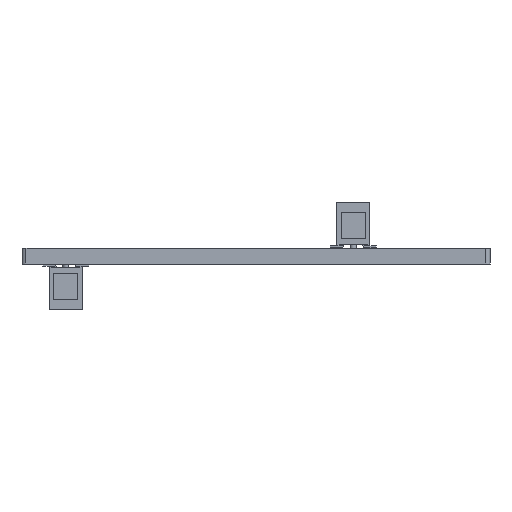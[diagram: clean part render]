
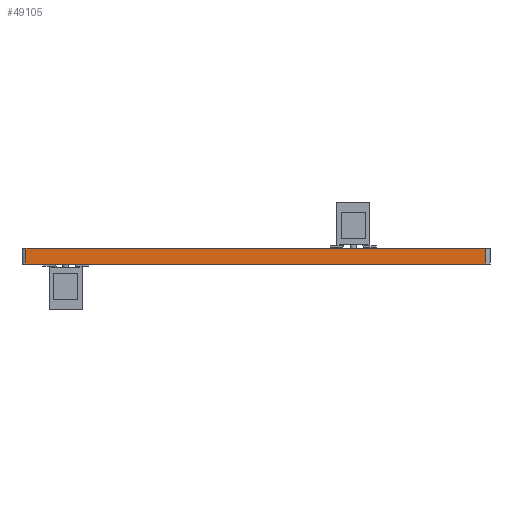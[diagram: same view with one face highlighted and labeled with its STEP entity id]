
A CAD part, front view. The second image highlights one B-rep face of the part: STEP entity #49105.
In plain terms, the highlighted planar face has unit normal (0, -1, 0).
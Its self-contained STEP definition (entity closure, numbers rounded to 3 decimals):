
#47071 = PLANE('',#47072);
#47072 = AXIS2_PLACEMENT_3D('',#47073,#47074,#47075);
#47073 = CARTESIAN_POINT('',(150.225,-96.654,1.6));
#47074 = DIRECTION('',(-0.,-0.,-1.));
#47075 = DIRECTION('',(-1.,0.,0.));
#47125 = PLANE('',#47126);
#47126 = AXIS2_PLACEMENT_3D('',#47127,#47128,#47129);
#47127 = CARTESIAN_POINT('',(150.225,-96.654,0.));
#47128 = DIRECTION('',(-0.,-0.,-1.));
#47129 = DIRECTION('',(-1.,0.,0.));
#47826 = VERTEX_POINT('',#47827);
#47827 = CARTESIAN_POINT('',(173.4,-119.9,0.));
#47846 = CYLINDRICAL_SURFACE('',#47847,0.4);
#47847 = AXIS2_PLACEMENT_3D('',#47848,#47849,#47850);
#47848 = CARTESIAN_POINT('',(173.4,-119.5,0.));
#47849 = DIRECTION('',(-0.,-0.,-1.));
#47850 = DIRECTION('',(1.,0.,-0.));
#47858 = EDGE_CURVE('',#47826,#47859,#47861,.T.);
#47859 = VERTEX_POINT('',#47860);
#47860 = CARTESIAN_POINT('',(127.4,-119.9,0.));
#47861 = SURFACE_CURVE('',#47862,(#47866,#47873),.PCURVE_S1.);
#47862 = LINE('',#47863,#47864);
#47863 = CARTESIAN_POINT('',(173.4,-119.9,0.));
#47864 = VECTOR('',#47865,1.);
#47865 = DIRECTION('',(-1.,0.,0.));
#47866 = PCURVE('',#47125,#47867);
#47867 = DEFINITIONAL_REPRESENTATION('',(#47868),#47872);
#47868 = LINE('',#47869,#47870);
#47869 = CARTESIAN_POINT('',(-23.175,-23.246));
#47870 = VECTOR('',#47871,1.);
#47871 = DIRECTION('',(1.,0.));
#47872 = ( GEOMETRIC_REPRESENTATION_CONTEXT(2) 
PARAMETRIC_REPRESENTATION_CONTEXT() REPRESENTATION_CONTEXT('2D SPACE',''
  ) );
#47873 = PCURVE('',#47874,#47879);
#47874 = PLANE('',#47875);
#47875 = AXIS2_PLACEMENT_3D('',#47876,#47877,#47878);
#47876 = CARTESIAN_POINT('',(173.4,-119.9,0.));
#47877 = DIRECTION('',(0.,-1.,0.));
#47878 = DIRECTION('',(-1.,0.,0.));
#47879 = DEFINITIONAL_REPRESENTATION('',(#47880),#47884);
#47880 = LINE('',#47881,#47882);
#47881 = CARTESIAN_POINT('',(0.,0.));
#47882 = VECTOR('',#47883,1.);
#47883 = DIRECTION('',(1.,0.));
#47884 = ( GEOMETRIC_REPRESENTATION_CONTEXT(2) 
PARAMETRIC_REPRESENTATION_CONTEXT() REPRESENTATION_CONTEXT('2D SPACE',''
  ) );
#47907 = CYLINDRICAL_SURFACE('',#47908,0.4);
#47908 = AXIS2_PLACEMENT_3D('',#47909,#47910,#47911);
#47909 = CARTESIAN_POINT('',(127.4,-119.5,0.));
#47910 = DIRECTION('',(-0.,-0.,-1.));
#47911 = DIRECTION('',(1.,0.,-0.));
#48658 = VERTEX_POINT('',#48659);
#48659 = CARTESIAN_POINT('',(173.4,-119.9,1.6));
#48685 = EDGE_CURVE('',#48658,#48686,#48688,.T.);
#48686 = VERTEX_POINT('',#48687);
#48687 = CARTESIAN_POINT('',(127.4,-119.9,1.6));
#48688 = SURFACE_CURVE('',#48689,(#48693,#48700),.PCURVE_S1.);
#48689 = LINE('',#48690,#48691);
#48690 = CARTESIAN_POINT('',(173.4,-119.9,1.6));
#48691 = VECTOR('',#48692,1.);
#48692 = DIRECTION('',(-1.,0.,0.));
#48693 = PCURVE('',#47071,#48694);
#48694 = DEFINITIONAL_REPRESENTATION('',(#48695),#48699);
#48695 = LINE('',#48696,#48697);
#48696 = CARTESIAN_POINT('',(-23.175,-23.246));
#48697 = VECTOR('',#48698,1.);
#48698 = DIRECTION('',(1.,0.));
#48699 = ( GEOMETRIC_REPRESENTATION_CONTEXT(2) 
PARAMETRIC_REPRESENTATION_CONTEXT() REPRESENTATION_CONTEXT('2D SPACE',''
  ) );
#48700 = PCURVE('',#47874,#48701);
#48701 = DEFINITIONAL_REPRESENTATION('',(#48702),#48706);
#48702 = LINE('',#48703,#48704);
#48703 = CARTESIAN_POINT('',(0.,-1.6));
#48704 = VECTOR('',#48705,1.);
#48705 = DIRECTION('',(1.,0.));
#48706 = ( GEOMETRIC_REPRESENTATION_CONTEXT(2) 
PARAMETRIC_REPRESENTATION_CONTEXT() REPRESENTATION_CONTEXT('2D SPACE',''
  ) );
#49057 = EDGE_CURVE('',#47859,#48686,#49058,.T.);
#49058 = SURFACE_CURVE('',#49059,(#49063,#49070),.PCURVE_S1.);
#49059 = LINE('',#49060,#49061);
#49060 = CARTESIAN_POINT('',(127.4,-119.9,0.));
#49061 = VECTOR('',#49062,1.);
#49062 = DIRECTION('',(0.,0.,1.));
#49063 = PCURVE('',#47907,#49064);
#49064 = DEFINITIONAL_REPRESENTATION('',(#49065),#49069);
#49065 = LINE('',#49066,#49067);
#49066 = CARTESIAN_POINT('',(-4.712,0.));
#49067 = VECTOR('',#49068,1.);
#49068 = DIRECTION('',(-0.,-1.));
#49069 = ( GEOMETRIC_REPRESENTATION_CONTEXT(2) 
PARAMETRIC_REPRESENTATION_CONTEXT() REPRESENTATION_CONTEXT('2D SPACE',''
  ) );
#49070 = PCURVE('',#47874,#49071);
#49071 = DEFINITIONAL_REPRESENTATION('',(#49072),#49076);
#49072 = LINE('',#49073,#49074);
#49073 = CARTESIAN_POINT('',(46.,0.));
#49074 = VECTOR('',#49075,1.);
#49075 = DIRECTION('',(0.,-1.));
#49076 = ( GEOMETRIC_REPRESENTATION_CONTEXT(2) 
PARAMETRIC_REPRESENTATION_CONTEXT() REPRESENTATION_CONTEXT('2D SPACE',''
  ) );
#49105 = ADVANCED_FACE('',(#49106),#47874,.T.);
#49106 = FACE_BOUND('',#49107,.T.);
#49107 = EDGE_LOOP('',(#49108,#49129,#49130,#49131));
#49108 = ORIENTED_EDGE('',*,*,#49109,.T.);
#49109 = EDGE_CURVE('',#47826,#48658,#49110,.T.);
#49110 = SURFACE_CURVE('',#49111,(#49115,#49122),.PCURVE_S1.);
#49111 = LINE('',#49112,#49113);
#49112 = CARTESIAN_POINT('',(173.4,-119.9,0.));
#49113 = VECTOR('',#49114,1.);
#49114 = DIRECTION('',(0.,0.,1.));
#49115 = PCURVE('',#47874,#49116);
#49116 = DEFINITIONAL_REPRESENTATION('',(#49117),#49121);
#49117 = LINE('',#49118,#49119);
#49118 = CARTESIAN_POINT('',(0.,0.));
#49119 = VECTOR('',#49120,1.);
#49120 = DIRECTION('',(0.,-1.));
#49121 = ( GEOMETRIC_REPRESENTATION_CONTEXT(2) 
PARAMETRIC_REPRESENTATION_CONTEXT() REPRESENTATION_CONTEXT('2D SPACE',''
  ) );
#49122 = PCURVE('',#47846,#49123);
#49123 = DEFINITIONAL_REPRESENTATION('',(#49124),#49128);
#49124 = LINE('',#49125,#49126);
#49125 = CARTESIAN_POINT('',(-4.712,0.));
#49126 = VECTOR('',#49127,1.);
#49127 = DIRECTION('',(-0.,-1.));
#49128 = ( GEOMETRIC_REPRESENTATION_CONTEXT(2) 
PARAMETRIC_REPRESENTATION_CONTEXT() REPRESENTATION_CONTEXT('2D SPACE',''
  ) );
#49129 = ORIENTED_EDGE('',*,*,#48685,.T.);
#49130 = ORIENTED_EDGE('',*,*,#49057,.F.);
#49131 = ORIENTED_EDGE('',*,*,#47858,.F.);
